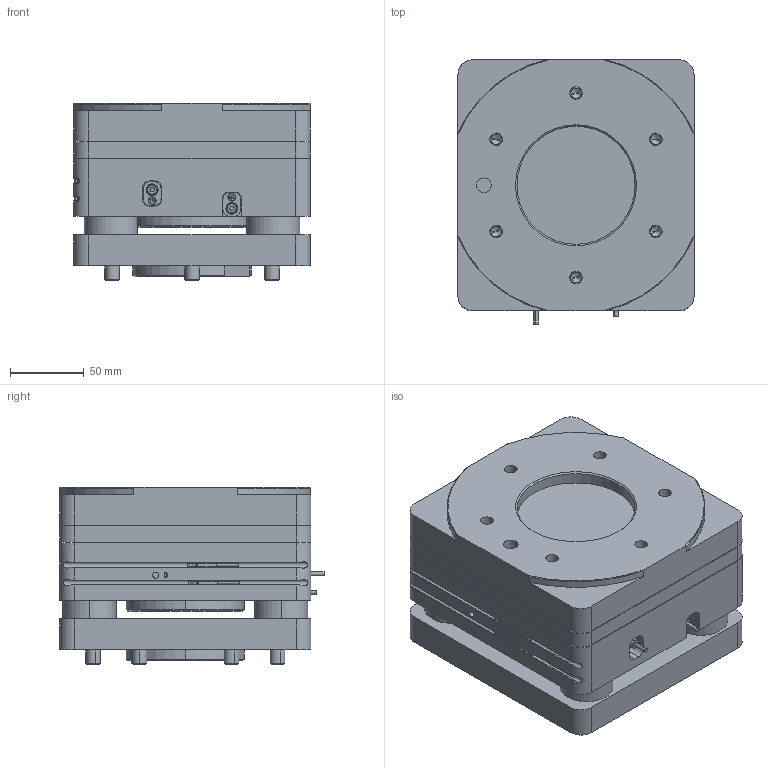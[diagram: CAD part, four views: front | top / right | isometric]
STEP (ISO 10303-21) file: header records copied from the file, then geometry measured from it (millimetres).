
FILE_DESCRIPTION (( 'STEP AP203' ), '1' );
FILE_NAME ('F14-125-XYZ.STEP', '2026-04-10T05:21:52', ( 'USER-' ), ( 'Microsoft' ), 'SwSTEP 2.0', 'SolidWorks 2018', '' );
FILE_SCHEMA (( 'CONFIG_CONTROL_DESIGN' ));
Length unit declared in the file: millimetre
Products named in the file (11): F14-125-11 狟脯輸; F14-125-15 棠羲薊え; M8x1-48棠俶換覜ん; F14-125-02 笢痄雄啣; hexagon socket head cap screws gb(GB_FASTENER_SCREWS_HSHCS M3X8-N); 32x12-R6（红）; F14-125-XYZ; socket head thin cap screw_din(DIN 7984 - M10 x 20 --- 15.5N); F14-125-03 奻脯輸; 棠羲換覜ん; F14-125-01 翋釱极
Assembly tree (21 placements, depth 2):
  F14-125-XYZ
    F14-125-01 翋釱极
    F14-125-02 笢痄雄啣
    F14-125-03 奻脯輸
    F14-125-11 狟脯輸
    F14-125-15 棠羲薊え  x4
    M8x1-48棠俶換覜ん  x2
    hexagon socket head cap screws gb(GB_FASTENER_SCREWS_HSHCS M3X8-N)  x2
    socket head thin cap screw_din(DIN 7984 - M10 x 20 --- 15.5N)  x6
    棠羲換覜ん  x2
    32x12-R6（红）
Bounding box: 160 x 179 x 120 mm (x, y, z)
Volume: 2625293.9 mm3; surface area: 327858.9 mm2
Topology: 21 solids, 21 shells, 1103 faces, 2814 edges, 1816 vertices
Faces by surface type: plane 537, cylinder 287, bspline 174, cone 77, torus 28
Entity records: 34757 total; most frequent: CARTESIAN_POINT 12578, ORIENTED_EDGE 4534, DIRECTION 3836, EDGE_CURVE 2267, VERTEX_POINT 1492, VECTOR 1384, LINE 1384, AXIS2_PLACEMENT_3D 1226
